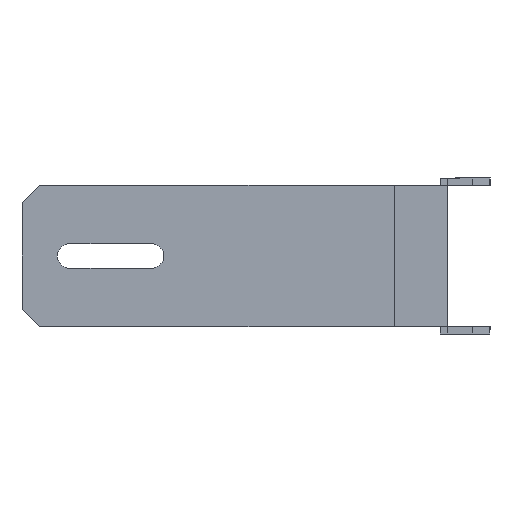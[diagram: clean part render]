
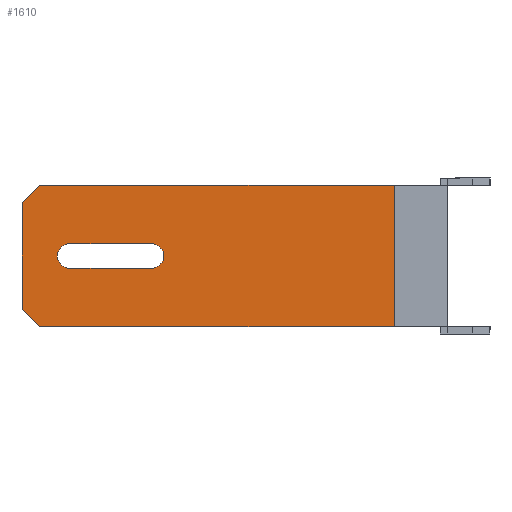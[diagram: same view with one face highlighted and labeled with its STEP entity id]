
A CAD part, left-side view. The second image highlights one B-rep face of the part: STEP entity #1610.
In plain terms, the highlighted planar face has unit normal (-1, 0, 0).
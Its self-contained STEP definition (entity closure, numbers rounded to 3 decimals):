
#27 = EDGE_CURVE ( 'NONE', #1013, #534, #252, .T. ) ;
#97 = VECTOR ( 'NONE', #726, 1000. ) ;
#104 = LINE ( 'NONE', #2033, #97 ) ;
#162 = CARTESIAN_POINT ( 'NONE',  ( -167., 13., 40. ) ) ;
#174 = LINE ( 'NONE', #1847, #180 ) ;
#180 = VECTOR ( 'NONE', #1250, 1000. ) ;
#219 = EDGE_CURVE ( 'NONE', #1888, #1047, #174, .T. ) ;
#244 = VECTOR ( 'NONE', #1621, 1000. ) ;
#252 = LINE ( 'NONE', #1936, #244 ) ;
#264 = EDGE_LOOP ( 'NONE', ( #896, #899, #900, #904, #909, #915, #924, #929 ) ) ;
#298 = CIRCLE ( 'NONE', #1706, 3.5 ) ;
#330 = VECTOR ( 'NONE', #637, 1000. ) ;
#338 = VECTOR ( 'NONE', #2145, 1000. ) ;
#345 = EDGE_CURVE ( 'NONE', #981, #443, #104, .T. ) ;
#369 = LINE ( 'NONE', #1060, #338 ) ;
#401 = CARTESIAN_POINT ( 'NONE',  ( -167., 104.5, 16.5 ) ) ;
#416 = VECTOR ( 'NONE', #1736, 1000. ) ;
#418 = CARTESIAN_POINT ( 'NONE',  ( -167., 113., 40. ) ) ;
#426 = LINE ( 'NONE', #162, #330 ) ;
#443 = VERTEX_POINT ( 'NONE', #2054 ) ;
#449 = CIRCLE ( 'NONE', #1476, 3.5 ) ;
#464 = PLANE ( 'NONE',  #821 ) ;
#489 = LINE ( 'NONE', #1785, #416 ) ;
#529 = DIRECTION ( 'NONE',  ( 0., -1., 0. ) ) ;
#534 = VERTEX_POINT ( 'NONE', #1793 ) ;
#543 = DIRECTION ( 'NONE',  ( 0., 0., -1. ) ) ;
#585 = CARTESIAN_POINT ( 'NONE',  ( -167., 104.5, 20. ) ) ;
#593 = DIRECTION ( 'NONE',  ( 1., 0., 0. ) ) ;
#600 = CARTESIAN_POINT ( 'NONE',  ( -167., 15., 40. ) ) ;
#637 = DIRECTION ( 'NONE',  ( 0., 0., -1. ) ) ;
#653 = VECTOR ( 'NONE', #1070, 1000. ) ;
#661 = LINE ( 'NONE', #1775, #653 ) ;
#674 = CARTESIAN_POINT ( 'NONE',  ( -167., 118., 5. ) ) ;
#726 = DIRECTION ( 'NONE',  ( 0., -0.707, -0.707 ) ) ;
#738 = CARTESIAN_POINT ( 'NONE',  ( -167., 104.5, 23.5 ) ) ;
#741 = DIRECTION ( 'NONE',  ( 0., -1., 0. ) ) ;
#789 = CARTESIAN_POINT ( 'NONE',  ( -167., 15., 0. ) ) ;
#795 = CARTESIAN_POINT ( 'NONE',  ( -167., 81.5, 16.5 ) ) ;
#821 = AXIS2_PLACEMENT_3D ( 'NONE', #600, #1916, #1823 ) ;
#827 = CARTESIAN_POINT ( 'NONE',  ( -167., 15., 0. ) ) ;
#837 = VERTEX_POINT ( 'NONE', #1131 ) ;
#875 = ORIENTED_EDGE ( 'NONE', *, *, #219, .T. ) ;
#880 = VERTEX_POINT ( 'NONE', #910 ) ;
#883 = ORIENTED_EDGE ( 'NONE', *, *, #2128, .T. ) ;
#886 = ORIENTED_EDGE ( 'NONE', *, *, #1639, .T. ) ;
#889 = ORIENTED_EDGE ( 'NONE', *, *, #2001, .T. ) ;
#896 = ORIENTED_EDGE ( 'NONE', *, *, #1877, .T. ) ;
#899 = ORIENTED_EDGE ( 'NONE', *, *, #345, .T. ) ;
#900 = ORIENTED_EDGE ( 'NONE', *, *, #1462, .T. ) ;
#904 = ORIENTED_EDGE ( 'NONE', *, *, #1263, .F. ) ;
#909 = ORIENTED_EDGE ( 'NONE', *, *, #2079, .F. ) ;
#910 = CARTESIAN_POINT ( 'NONE',  ( -167., 13., 40. ) ) ;
#915 = ORIENTED_EDGE ( 'NONE', *, *, #2064, .T. ) ;
#924 = ORIENTED_EDGE ( 'NONE', *, *, #2023, .F. ) ;
#928 = CARTESIAN_POINT ( 'NONE',  ( -167., 13., 0. ) ) ;
#929 = ORIENTED_EDGE ( 'NONE', *, *, #27, .T. ) ;
#934 = VERTEX_POINT ( 'NONE', #789 ) ;
#981 = VERTEX_POINT ( 'NONE', #674 ) ;
#1013 = VERTEX_POINT ( 'NONE', #418 ) ;
#1047 = VERTEX_POINT ( 'NONE', #401 ) ;
#1060 = CARTESIAN_POINT ( 'NONE',  ( -167., 15., 40. ) ) ;
#1063 = CARTESIAN_POINT ( 'NONE',  ( -167., 15., 40. ) ) ;
#1070 = DIRECTION ( 'NONE',  ( 0., 0., -1. ) ) ;
#1078 = LINE ( 'NONE', #738, #1115 ) ;
#1115 = VECTOR ( 'NONE', #529, 1000. ) ;
#1131 = CARTESIAN_POINT ( 'NONE',  ( -167., 81.5, 23.5 ) ) ;
#1144 = CARTESIAN_POINT ( 'NONE',  ( -167., 104.5, 23.5 ) ) ;
#1146 = FACE_OUTER_BOUND ( 'NONE', #264, .T. ) ;
#1186 = FACE_BOUND ( 'NONE', #1243, .T. ) ;
#1243 = EDGE_LOOP ( 'NONE', ( #875, #883, #886, #889 ) ) ;
#1250 = DIRECTION ( 'NONE',  ( 0., 1., 0. ) ) ;
#1263 = EDGE_CURVE ( 'NONE', #1427, #934, #1762, .T. ) ;
#1324 = DIRECTION ( 'NONE',  ( 1., 0., 0. ) ) ;
#1379 = VERTEX_POINT ( 'NONE', #1144 ) ;
#1399 = VERTEX_POINT ( 'NONE', #1063 ) ;
#1427 = VERTEX_POINT ( 'NONE', #928 ) ;
#1438 = VECTOR ( 'NONE', #741, 1000. ) ;
#1443 = LINE ( 'NONE', #827, #1438 ) ;
#1462 = EDGE_CURVE ( 'NONE', #443, #934, #1443, .T. ) ;
#1476 = AXIS2_PLACEMENT_3D ( 'NONE', #1493, #1324, #1884 ) ;
#1493 = CARTESIAN_POINT ( 'NONE',  ( -167., 81.5, 20. ) ) ;
#1610 = ADVANCED_FACE ( 'NONE', ( #1186, #1146 ), #464, .F. ) ;
#1621 = DIRECTION ( 'NONE',  ( 0., 0.707, -0.707 ) ) ;
#1639 = EDGE_CURVE ( 'NONE', #1379, #837, #1078, .T. ) ;
#1706 = AXIS2_PLACEMENT_3D ( 'NONE', #585, #593, #543 ) ;
#1736 = DIRECTION ( 'NONE',  ( 0., -1., 0. ) ) ;
#1748 = VECTOR ( 'NONE', #1935, 1000. ) ;
#1762 = LINE ( 'NONE', #1887, #1748 ) ;
#1775 = CARTESIAN_POINT ( 'NONE',  ( -167., 118., 40. ) ) ;
#1785 = CARTESIAN_POINT ( 'NONE',  ( -167., 15., 40. ) ) ;
#1793 = CARTESIAN_POINT ( 'NONE',  ( -167., 118., 35. ) ) ;
#1823 = DIRECTION ( 'NONE',  ( 0., 0., -1. ) ) ;
#1847 = CARTESIAN_POINT ( 'NONE',  ( -167., 104.5, 16.5 ) ) ;
#1877 = EDGE_CURVE ( 'NONE', #534, #981, #661, .T. ) ;
#1884 = DIRECTION ( 'NONE',  ( 0., 0., -1. ) ) ;
#1887 = CARTESIAN_POINT ( 'NONE',  ( -167., 15., 0. ) ) ;
#1888 = VERTEX_POINT ( 'NONE', #795 ) ;
#1916 = DIRECTION ( 'NONE',  ( 1., 0., 0. ) ) ;
#1935 = DIRECTION ( 'NONE',  ( 0., 1., 0. ) ) ;
#1936 = CARTESIAN_POINT ( 'NONE',  ( -167., 118., 35. ) ) ;
#2001 = EDGE_CURVE ( 'NONE', #837, #1888, #449, .T. ) ;
#2023 = EDGE_CURVE ( 'NONE', #1013, #1399, #489, .T. ) ;
#2033 = CARTESIAN_POINT ( 'NONE',  ( -167., 113., 0. ) ) ;
#2054 = CARTESIAN_POINT ( 'NONE',  ( -167., 113., 0. ) ) ;
#2064 = EDGE_CURVE ( 'NONE', #880, #1399, #369, .T. ) ;
#2079 = EDGE_CURVE ( 'NONE', #880, #1427, #426, .T. ) ;
#2128 = EDGE_CURVE ( 'NONE', #1047, #1379, #298, .T. ) ;
#2145 = DIRECTION ( 'NONE',  ( 0., 1., 0. ) ) ;
